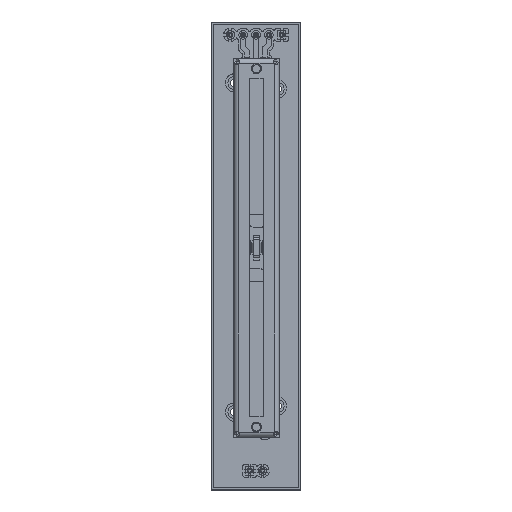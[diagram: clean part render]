
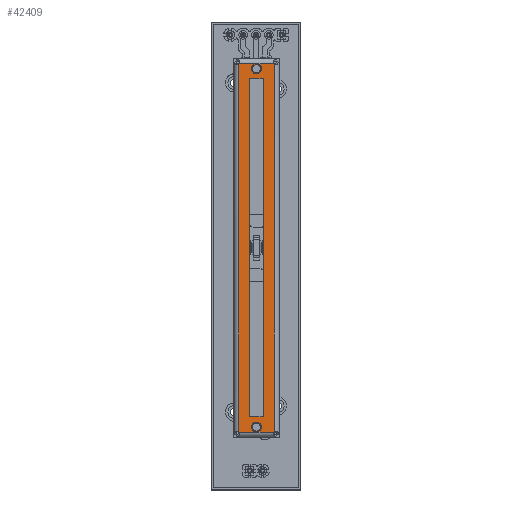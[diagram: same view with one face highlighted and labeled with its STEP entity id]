
A CAD part, top view. The second image highlights one B-rep face of the part: STEP entity #42409.
In plain terms, the highlighted face is planar.
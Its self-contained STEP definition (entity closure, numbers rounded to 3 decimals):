
#41817 = VERTEX_POINT('',#41818);
#41818 = CARTESIAN_POINT('',(-36.5,-4.4,-4.75));
#42381 = EDGE_CURVE('',#42382,#42384,#42386,.T.);
#42382 = VERTEX_POINT('',#42383);
#42383 = CARTESIAN_POINT('',(-34.7,-4.4,-8.25));
#42384 = VERTEX_POINT('',#42385);
#42385 = CARTESIAN_POINT('',(-36.3,-4.4,-8.25));
#42386 = CIRCLE('',#42387,0.8);
#42387 = AXIS2_PLACEMENT_3D('',#42388,#42389,#42390);
#42388 = CARTESIAN_POINT('',(-35.5,-4.4,-8.25));
#42389 = DIRECTION('',(0.,-1.,0.));
#42390 = DIRECTION('',(1.,0.,0.));
#42409 = ADVANCED_FACE('',(#42410,#42442,#42476,#42486),#42506,.T.);
#42410 = FACE_BOUND('',#42411,.F.);
#42411 = EDGE_LOOP('',(#42412,#42422,#42430,#42436));
#42412 = ORIENTED_EDGE('',*,*,#42413,.F.);
#42413 = EDGE_CURVE('',#42414,#42416,#42418,.T.);
#42414 = VERTEX_POINT('',#42415);
#42415 = CARTESIAN_POINT('',(36.5,-4.4,-11.75));
#42416 = VERTEX_POINT('',#42417);
#42417 = CARTESIAN_POINT('',(-36.5,-4.4,-11.75));
#42418 = LINE('',#42419,#42420);
#42419 = CARTESIAN_POINT('',(36.5,-4.4,-11.75));
#42420 = VECTOR('',#42421,1.);
#42421 = DIRECTION('',(-1.,0.,0.));
#42422 = ORIENTED_EDGE('',*,*,#42423,.F.);
#42423 = EDGE_CURVE('',#42424,#42414,#42426,.T.);
#42424 = VERTEX_POINT('',#42425);
#42425 = CARTESIAN_POINT('',(36.5,-4.4,-4.75));
#42426 = LINE('',#42427,#42428);
#42427 = CARTESIAN_POINT('',(36.5,-4.4,-4.75));
#42428 = VECTOR('',#42429,1.);
#42429 = DIRECTION('',(0.,0.,-1.));
#42430 = ORIENTED_EDGE('',*,*,#42431,.F.);
#42431 = EDGE_CURVE('',#41817,#42424,#42432,.T.);
#42432 = LINE('',#42433,#42434);
#42433 = CARTESIAN_POINT('',(-36.5,-4.4,-4.75));
#42434 = VECTOR('',#42435,1.);
#42435 = DIRECTION('',(1.,0.,0.));
#42436 = ORIENTED_EDGE('',*,*,#42437,.F.);
#42437 = EDGE_CURVE('',#42416,#41817,#42438,.T.);
#42438 = LINE('',#42439,#42440);
#42439 = CARTESIAN_POINT('',(-36.5,-4.4,-11.75));
#42440 = VECTOR('',#42441,1.);
#42441 = DIRECTION('',(0.,0.,1.));
#42442 = FACE_BOUND('',#42443,.F.);
#42443 = EDGE_LOOP('',(#42444,#42454,#42462,#42470));
#42444 = ORIENTED_EDGE('',*,*,#42445,.T.);
#42445 = EDGE_CURVE('',#42446,#42448,#42450,.T.);
#42446 = VERTEX_POINT('',#42447);
#42447 = CARTESIAN_POINT('',(-33.5,-4.4,-9.55));
#42448 = VERTEX_POINT('',#42449);
#42449 = CARTESIAN_POINT('',(-33.5,-4.4,-6.95));
#42450 = LINE('',#42451,#42452);
#42451 = CARTESIAN_POINT('',(-33.5,-4.4,-9.55));
#42452 = VECTOR('',#42453,1.);
#42453 = DIRECTION('',(0.,0.,1.));
#42454 = ORIENTED_EDGE('',*,*,#42455,.T.);
#42455 = EDGE_CURVE('',#42448,#42456,#42458,.T.);
#42456 = VERTEX_POINT('',#42457);
#42457 = CARTESIAN_POINT('',(33.5,-4.4,-6.95));
#42458 = LINE('',#42459,#42460);
#42459 = CARTESIAN_POINT('',(-33.5,-4.4,-6.95));
#42460 = VECTOR('',#42461,1.);
#42461 = DIRECTION('',(1.,0.,0.));
#42462 = ORIENTED_EDGE('',*,*,#42463,.T.);
#42463 = EDGE_CURVE('',#42456,#42464,#42466,.T.);
#42464 = VERTEX_POINT('',#42465);
#42465 = CARTESIAN_POINT('',(33.5,-4.4,-9.55));
#42466 = LINE('',#42467,#42468);
#42467 = CARTESIAN_POINT('',(33.5,-4.4,-6.95));
#42468 = VECTOR('',#42469,1.);
#42469 = DIRECTION('',(0.,0.,-1.));
#42470 = ORIENTED_EDGE('',*,*,#42471,.T.);
#42471 = EDGE_CURVE('',#42464,#42446,#42472,.T.);
#42472 = LINE('',#42473,#42474);
#42473 = CARTESIAN_POINT('',(33.5,-4.4,-9.55));
#42474 = VECTOR('',#42475,1.);
#42475 = DIRECTION('',(-1.,0.,0.));
#42476 = FACE_BOUND('',#42477,.F.);
#42477 = EDGE_LOOP('',(#42478,#42479));
#42478 = ORIENTED_EDGE('',*,*,#42381,.F.);
#42479 = ORIENTED_EDGE('',*,*,#42480,.F.);
#42480 = EDGE_CURVE('',#42384,#42382,#42481,.T.);
#42481 = CIRCLE('',#42482,0.8);
#42482 = AXIS2_PLACEMENT_3D('',#42483,#42484,#42485);
#42483 = CARTESIAN_POINT('',(-35.5,-4.4,-8.25));
#42484 = DIRECTION('',(0.,-1.,0.));
#42485 = DIRECTION('',(-1.,0.,0.));
#42486 = FACE_BOUND('',#42487,.F.);
#42487 = EDGE_LOOP('',(#42488,#42499));
#42488 = ORIENTED_EDGE('',*,*,#42489,.F.);
#42489 = EDGE_CURVE('',#42490,#42492,#42494,.T.);
#42490 = VERTEX_POINT('',#42491);
#42491 = CARTESIAN_POINT('',(36.3,-4.4,-8.25));
#42492 = VERTEX_POINT('',#42493);
#42493 = CARTESIAN_POINT('',(34.7,-4.4,-8.25));
#42494 = CIRCLE('',#42495,0.8);
#42495 = AXIS2_PLACEMENT_3D('',#42496,#42497,#42498);
#42496 = CARTESIAN_POINT('',(35.5,-4.4,-8.25));
#42497 = DIRECTION('',(0.,-1.,0.));
#42498 = DIRECTION('',(1.,0.,0.));
#42499 = ORIENTED_EDGE('',*,*,#42500,.F.);
#42500 = EDGE_CURVE('',#42492,#42490,#42501,.T.);
#42501 = CIRCLE('',#42502,0.8);
#42502 = AXIS2_PLACEMENT_3D('',#42503,#42504,#42505);
#42503 = CARTESIAN_POINT('',(35.5,-4.4,-8.25));
#42504 = DIRECTION('',(0.,-1.,0.));
#42505 = DIRECTION('',(-1.,0.,0.));
#42506 = PLANE('',#42507);
#42507 = AXIS2_PLACEMENT_3D('',#42508,#42509,#42510);
#42508 = CARTESIAN_POINT('',(0.,-4.4,-8.25));
#42509 = DIRECTION('',(0.,1.,0.));
#42510 = DIRECTION('',(1.,0.,0.));
